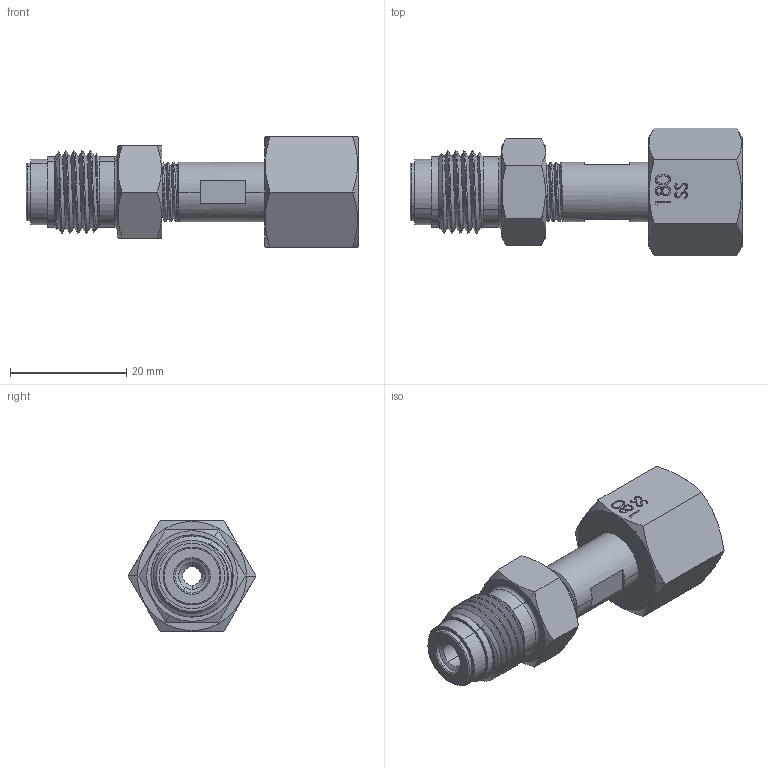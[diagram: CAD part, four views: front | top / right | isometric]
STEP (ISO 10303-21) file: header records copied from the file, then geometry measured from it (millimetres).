
FILE_DESCRIPTION (( 'STEP AP203' ), '1' );
FILE_NAME ('INL-180SS-4MFS.STEP', '2025-08-28T13:04:52', ( '' ), ( '' ), 'SwSTEP 2.0', 'SolidWorks 2018', '' );
FILE_SCHEMA (( 'CONFIG_CONTROL_DESIGN' ));
Length unit declared in the file: inch
Products named in the file (5): PRT-000151; PRT-000905; INL-180SS-4MFS; PRT-002025; PRT-000091
Assembly tree (4 placements, depth 2):
  INL-180SS-4MFS
    PRT-000151
    PRT-000091
    PRT-000905
    PRT-002025
Bounding box: 57.17 x 22 x 19.05 mm (x, y, z)
Volume: 7656 mm3; surface area: 6741.9 mm2
Topology: 4 solids, 4 shells, 192 faces, 696 edges, 527 vertices
Faces by surface type: cone 73, cylinder 55, plane 41, bspline 13, torus 10
Entity records: 22995 total; most frequent: CARTESIAN_POINT 17105, ORIENTED_EDGE 1392, DIRECTION 789, EDGE_CURVE 696, VERTEX_POINT 527, B_SPLINE_CURVE_WITH_KNOTS 388, AXIS2_PLACEMENT_3D 315, EDGE_LOOP 215
